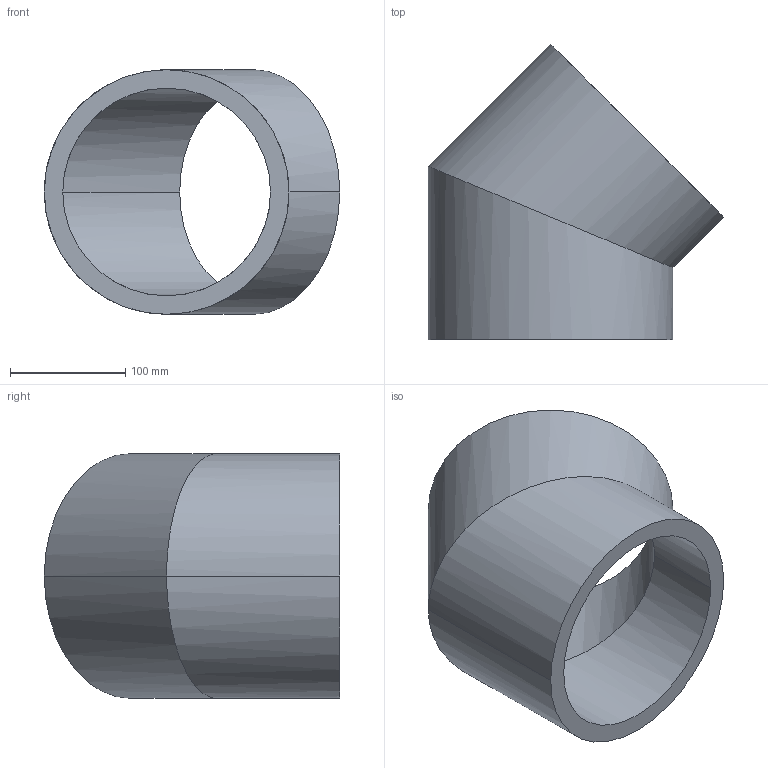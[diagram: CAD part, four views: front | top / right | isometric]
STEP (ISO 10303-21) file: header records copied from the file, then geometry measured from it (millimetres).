
FILE_DESCRIPTION (( 'STEP AP214' ), '1' );
FILE_NAME ('90000476 (180mm dia x 45 deg).STEP', '2025-03-06T13:25:43', ( '' ), ( '' ), 'SwSTEP 2.0', 'SolidWorks 2024', '' );
FILE_SCHEMA (( 'AUTOMOTIVE_DESIGN' ));
Length unit declared in the file: millimetre
Products named in the file (1): 90000476 (180mm dia x 45 deg)
Bounding box: 255.93 x 255.97 x 212 mm (x, y, z)
Volume: 2089393.3 mm3; surface area: 280878.2 mm2
Topology: 1 solids, 1 shells, 10 faces, 20 edges, 12 vertices
Faces by surface type: cylinder 8, plane 2
Entity records: 287 total; most frequent: CARTESIAN_POINT 55, DIRECTION 46, ORIENTED_EDGE 40, EDGE_CURVE 20, AXIS2_PLACEMENT_3D 19, VERTEX_POINT 12, EDGE_LOOP 12, ADVANCED_FACE 10
